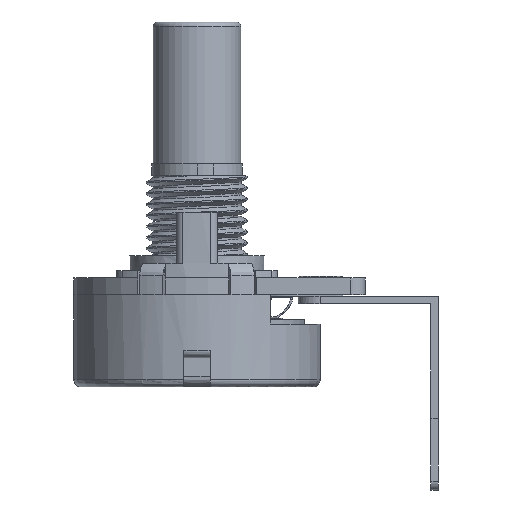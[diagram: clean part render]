
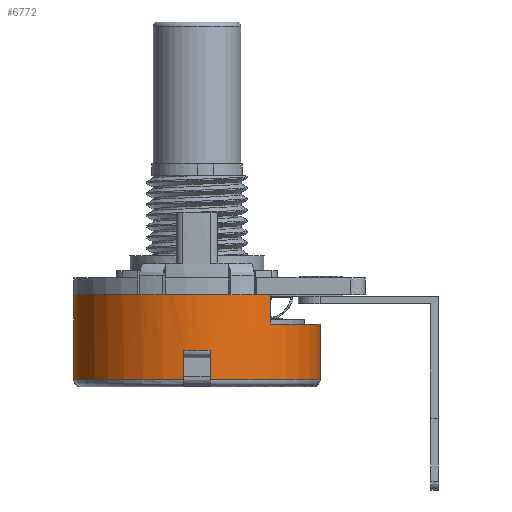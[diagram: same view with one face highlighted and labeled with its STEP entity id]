
A CAD part, left-side view. The second image highlights one B-rep face of the part: STEP entity #6772.
In plain terms, the highlighted cylindrical face has radius 8.45 mm (diameter 16.9 mm), a full revolution.
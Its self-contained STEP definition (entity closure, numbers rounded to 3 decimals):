
#600=CIRCLE('',#7375,8.45);
#602=CIRCLE('',#7381,8.45);
#603=CIRCLE('',#7385,8.45);
#605=CIRCLE('',#7390,8.45);
#608=CIRCLE('',#7394,8.45);
#609=CIRCLE('',#7397,8.45);
#610=CIRCLE('',#7399,8.45);
#613=CIRCLE('',#7405,8.45);
#617=CIRCLE('',#7410,8.45);
#618=CIRCLE('',#7411,8.45);
#621=CIRCLE('',#7417,8.45);
#622=CIRCLE('',#7418,8.45);
#625=CIRCLE('',#7427,8.45);
#627=CIRCLE('',#7430,8.45);
#988=FACE_OUTER_BOUND('',#1420,.T.);
#1420=EDGE_LOOP('',(#6077,#6078,#6079,#6080,#6081,#6082,#6083,#6084,#6085,
#6086,#6087,#6088,#6089,#6090,#6091,#6092,#6093,#6094,#6095,#6096));
#2095=LINE('',#13745,#2627);
#2098=LINE('',#13758,#2630);
#2100=LINE('',#13776,#2632);
#2101=LINE('',#13777,#2633);
#2102=LINE('',#13779,#2634);
#2627=VECTOR('',#9121,10.);
#2630=VECTOR('',#9126,10.);
#2632=VECTOR('',#9136,10.);
#2633=VECTOR('',#9137,8.45);
#2634=VECTOR('',#9138,10.);
#3227=VERTEX_POINT('',#13546);
#3228=VERTEX_POINT('',#13548);
#3231=VERTEX_POINT('',#13558);
#3233=VERTEX_POINT('',#13566);
#3234=VERTEX_POINT('',#13568);
#3236=VERTEX_POINT('',#13576);
#3238=VERTEX_POINT('',#13582);
#3241=VERTEX_POINT('',#13597);
#3242=VERTEX_POINT('',#13601);
#3245=VERTEX_POINT('',#13618);
#3248=VERTEX_POINT('',#13627);
#3249=VERTEX_POINT('',#13635);
#3252=VERTEX_POINT('',#13649);
#3253=VERTEX_POINT('',#13660);
#3270=VERTEX_POINT('',#13734);
#3273=VERTEX_POINT('',#13757);
#3275=VERTEX_POINT('',#13775);
#3276=VERTEX_POINT('',#13778);
#4144=EDGE_CURVE('',#3227,#3228,#600,.T.);
#4154=EDGE_CURVE('',#3233,#3234,#602,.T.);
#4162=EDGE_CURVE('',#3238,#3236,#603,.T.);
#4166=EDGE_CURVE('',#3234,#3231,#605,.T.);
#4170=EDGE_CURVE('',#3241,#3233,#608,.T.);
#4173=EDGE_CURVE('',#3231,#3242,#609,.T.);
#4174=EDGE_CURVE('',#3242,#3238,#610,.T.);
#4180=EDGE_CURVE('',#3228,#3245,#613,.T.);
#4185=EDGE_CURVE('',#3236,#3248,#617,.T.);
#4186=EDGE_CURVE('',#3248,#3227,#618,.T.);
#4192=EDGE_CURVE('',#3252,#3253,#621,.T.);
#4193=EDGE_CURVE('',#3253,#3249,#622,.T.);
#4217=EDGE_CURVE('',#3252,#3270,#2095,.T.);
#4221=EDGE_CURVE('',#3273,#3249,#2098,.T.);
#4224=EDGE_CURVE('',#3273,#3270,#625,.T.);
#4226=EDGE_CURVE('',#3275,#3245,#2100,.T.);
#4227=EDGE_CURVE('',#3248,#3253,#2101,.T.);
#4228=EDGE_CURVE('',#3241,#3276,#2102,.T.);
#4229=EDGE_CURVE('',#3276,#3275,#627,.T.);
#6077=ORIENTED_EDGE('',*,*,#4226,.T.);
#6078=ORIENTED_EDGE('',*,*,#4180,.F.);
#6079=ORIENTED_EDGE('',*,*,#4144,.F.);
#6080=ORIENTED_EDGE('',*,*,#4186,.F.);
#6081=ORIENTED_EDGE('',*,*,#4227,.T.);
#6082=ORIENTED_EDGE('',*,*,#4192,.F.);
#6083=ORIENTED_EDGE('',*,*,#4217,.T.);
#6084=ORIENTED_EDGE('',*,*,#4224,.F.);
#6085=ORIENTED_EDGE('',*,*,#4221,.T.);
#6086=ORIENTED_EDGE('',*,*,#4193,.F.);
#6087=ORIENTED_EDGE('',*,*,#4227,.F.);
#6088=ORIENTED_EDGE('',*,*,#4185,.F.);
#6089=ORIENTED_EDGE('',*,*,#4162,.F.);
#6090=ORIENTED_EDGE('',*,*,#4174,.F.);
#6091=ORIENTED_EDGE('',*,*,#4173,.F.);
#6092=ORIENTED_EDGE('',*,*,#4166,.F.);
#6093=ORIENTED_EDGE('',*,*,#4154,.F.);
#6094=ORIENTED_EDGE('',*,*,#4170,.F.);
#6095=ORIENTED_EDGE('',*,*,#4228,.T.);
#6096=ORIENTED_EDGE('',*,*,#4229,.T.);
#6416=CYLINDRICAL_SURFACE('',#7429,8.45);
#6772=ADVANCED_FACE('',(#988),#6416,.T.);
#7375=AXIS2_PLACEMENT_3D('',#13549,#8979,#8980);
#7381=AXIS2_PLACEMENT_3D('',#13569,#8999,#9000);
#7385=AXIS2_PLACEMENT_3D('',#13584,#9014,#9015);
#7390=AXIS2_PLACEMENT_3D('',#13592,#9026,#9027);
#7394=AXIS2_PLACEMENT_3D('',#13599,#9035,#9036);
#7397=AXIS2_PLACEMENT_3D('',#13605,#9043,#9044);
#7399=AXIS2_PLACEMENT_3D('',#13607,#9047,#9048);
#7405=AXIS2_PLACEMENT_3D('',#13619,#9062,#9063);
#7410=AXIS2_PLACEMENT_3D('',#13628,#9073,#9074);
#7411=AXIS2_PLACEMENT_3D('',#13629,#9075,#9076);
#7417=AXIS2_PLACEMENT_3D('',#13661,#9088,#9089);
#7418=AXIS2_PLACEMENT_3D('',#13662,#9090,#9091);
#7427=AXIS2_PLACEMENT_3D('',#13772,#9130,#9131);
#7429=AXIS2_PLACEMENT_3D('',#13774,#9134,#9135);
#7430=AXIS2_PLACEMENT_3D('',#13780,#9139,#9140);
#8979=DIRECTION('center_axis',(0.,0.,1.));
#8980=DIRECTION('ref_axis',(1.,0.,0.));
#8999=DIRECTION('center_axis',(0.,0.,1.));
#9000=DIRECTION('ref_axis',(1.,0.,0.));
#9014=DIRECTION('center_axis',(0.,0.,1.));
#9015=DIRECTION('ref_axis',(1.,0.,0.));
#9026=DIRECTION('center_axis',(0.,0.,1.));
#9027=DIRECTION('ref_axis',(1.,0.,0.));
#9035=DIRECTION('center_axis',(0.,0.,1.));
#9036=DIRECTION('ref_axis',(1.,0.,0.));
#9043=DIRECTION('center_axis',(0.,0.,1.));
#9044=DIRECTION('ref_axis',(1.,0.,0.));
#9047=DIRECTION('center_axis',(0.,0.,1.));
#9048=DIRECTION('ref_axis',(1.,0.,0.));
#9062=DIRECTION('center_axis',(0.,0.,1.));
#9063=DIRECTION('ref_axis',(1.,0.,0.));
#9073=DIRECTION('center_axis',(0.,0.,1.));
#9074=DIRECTION('ref_axis',(1.,0.,0.));
#9075=DIRECTION('center_axis',(0.,0.,1.));
#9076=DIRECTION('ref_axis',(1.,0.,0.));
#9088=DIRECTION('center_axis',(0.,0.,-1.));
#9089=DIRECTION('ref_axis',(-1.,0.,0.));
#9090=DIRECTION('center_axis',(0.,0.,-1.));
#9091=DIRECTION('ref_axis',(-1.,0.,0.));
#9121=DIRECTION('',(0.,0.,-1.));
#9126=DIRECTION('',(0.,0.,1.));
#9130=DIRECTION('center_axis',(0.,0.,-1.));
#9131=DIRECTION('ref_axis',(1.,0.,0.));
#9134=DIRECTION('center_axis',(0.,0.,1.));
#9135=DIRECTION('ref_axis',(1.,0.,0.));
#9136=DIRECTION('',(0.,0.,1.));
#9137=DIRECTION('',(0.,0.,-1.));
#9138=DIRECTION('',(0.,0.,-1.));
#9139=DIRECTION('center_axis',(0.,0.,-1.));
#9140=DIRECTION('ref_axis',(1.,0.,0.));
#13546=CARTESIAN_POINT('',(-8.125,-2.322,7.65));
#13548=CARTESIAN_POINT('',(-7.493,-3.907,7.65));
#13549=CARTESIAN_POINT('Origin',(0.,0.,
7.65));
#13558=CARTESIAN_POINT('',(8.125,2.322,7.65));
#13566=CARTESIAN_POINT('',(7.542,-3.811,7.65));
#13568=CARTESIAN_POINT('',(8.104,-2.395,7.65));
#13569=CARTESIAN_POINT('Origin',(0.,0.,
7.65));
#13576=CARTESIAN_POINT('',(-8.125,2.322,7.65));
#13582=CARTESIAN_POINT('',(-7.495,3.902,7.65));
#13584=CARTESIAN_POINT('Origin',(0.,0.,
7.65));
#13592=CARTESIAN_POINT('Origin',(0.,0.,
7.65));
#13597=CARTESIAN_POINT('',(6.812,-5.,7.65));
#13599=CARTESIAN_POINT('Origin',(0.,0.,
7.65));
#13601=CARTESIAN_POINT('',(7.493,3.907,7.65));
#13605=CARTESIAN_POINT('Origin',(0.,0.,
7.65));
#13607=CARTESIAN_POINT('Origin',(0.,0.,
7.65));
#13618=CARTESIAN_POINT('',(-6.812,-5.,7.65));
#13619=CARTESIAN_POINT('Origin',(0.,0.,
7.65));
#13627=CARTESIAN_POINT('',(-8.45,0.,7.65));
#13628=CARTESIAN_POINT('Origin',(0.,0.,
7.65));
#13629=CARTESIAN_POINT('Origin',(0.,0.,
7.65));
#13635=CARTESIAN_POINT('',(-8.402,0.9,3.85));
#13649=CARTESIAN_POINT('',(-8.402,-0.9,3.85));
#13660=CARTESIAN_POINT('',(-8.45,0.,3.85));
#13661=CARTESIAN_POINT('Origin',(0.,0.,
3.85));
#13662=CARTESIAN_POINT('Origin',(0.,0.,
3.85));
#13734=CARTESIAN_POINT('',(-8.402,-0.9,1.85));
#13745=CARTESIAN_POINT('',(-8.402,-0.9,1.35));
#13757=CARTESIAN_POINT('',(-8.402,0.9,1.85));
#13758=CARTESIAN_POINT('',(-8.402,0.9,1.35));
#13772=CARTESIAN_POINT('Origin',(0.,0.,
1.85));
#13774=CARTESIAN_POINT('Origin',(0.,0.,
1.35));
#13775=CARTESIAN_POINT('',(-6.812,-5.,5.65));
#13776=CARTESIAN_POINT('',(-6.812,-5.,1.35));
#13777=CARTESIAN_POINT('',(-8.45,0.,1.35));
#13778=CARTESIAN_POINT('',(6.812,-5.,5.65));
#13779=CARTESIAN_POINT('',(6.812,-5.,1.35));
#13780=CARTESIAN_POINT('Origin',(0.,0.,
5.65));
